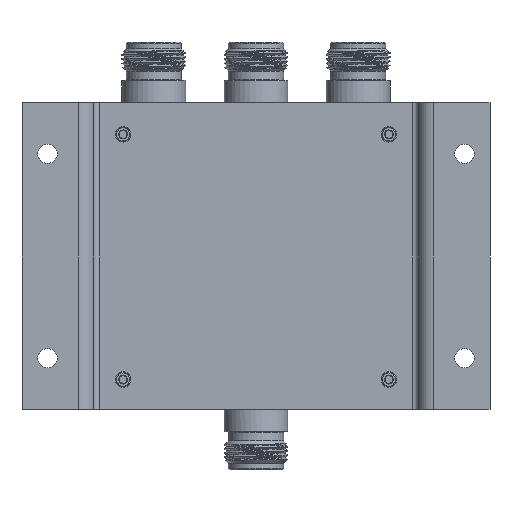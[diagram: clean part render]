
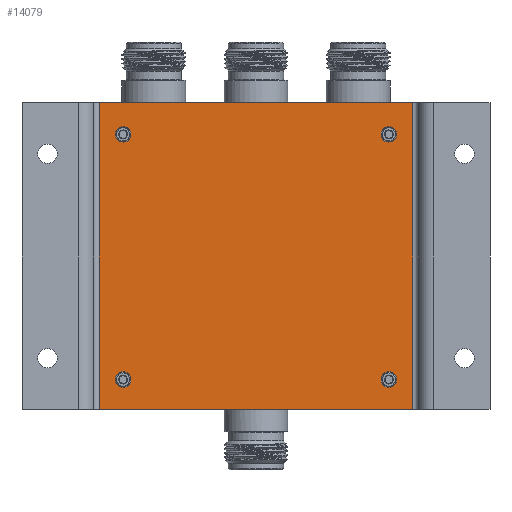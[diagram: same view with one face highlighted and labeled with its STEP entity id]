
A CAD part, front view. The second image highlights one B-rep face of the part: STEP entity #14079.
In plain terms, the highlighted planar face has unit normal (0, -1, 0).
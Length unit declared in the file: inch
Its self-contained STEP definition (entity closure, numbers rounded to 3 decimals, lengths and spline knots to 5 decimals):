
#426 = CARTESIAN_POINT ( 'NONE',  ( 1.535, -0.045, 1.5 ) ) ;
#674 = FACE_BOUND ( 'NONE', #9350, .T. ) ;
#682 = CIRCLE ( 'NONE', #4786, 0.0759 ) ;
#804 = ORIENTED_EDGE ( 'NONE', *, *, #3366, .T. ) ;
#1024 = VERTEX_POINT ( 'NONE', #10403 ) ;
#1081 = DIRECTION ( 'NONE',  ( 1., 0., 0. ) ) ;
#1349 = EDGE_CURVE ( 'NONE', #9523, #9866, #13483, .T. ) ;
#1494 = AXIS2_PLACEMENT_3D ( 'NONE', #12251, #13311, #9908 ) ;
#1613 = CARTESIAN_POINT ( 'NONE',  ( 1.535, -0.045, -1.5 ) ) ;
#2044 = FACE_OUTER_BOUND ( 'NONE', #5860, .T. ) ;
#2281 = EDGE_LOOP ( 'NONE', ( #14765 ) ) ;
#2298 = EDGE_LOOP ( 'NONE', ( #2851 ) ) ;
#2375 = CARTESIAN_POINT ( 'NONE',  ( 1.3759, -0.045, -1.20958 ) ) ;
#2425 = CARTESIAN_POINT ( 'NONE',  ( 1.3, -0.045, 1.19042 ) ) ;
#2575 = ORIENTED_EDGE ( 'NONE', *, *, #1349, .F. ) ;
#2851 = ORIENTED_EDGE ( 'NONE', *, *, #10940, .T. ) ;
#2923 = VECTOR ( 'NONE', #12273, 39.37008 ) ;
#2991 = CARTESIAN_POINT ( 'NONE',  ( 1.3759, -0.045, 1.19042 ) ) ;
#3091 = DIRECTION ( 'NONE',  ( 0., 0., -1. ) ) ;
#3121 = LINE ( 'NONE', #6514, #7807 ) ;
#3168 = CARTESIAN_POINT ( 'NONE',  ( -1.535, -0.045, 1.5 ) ) ;
#3349 = VERTEX_POINT ( 'NONE', #11334 ) ;
#3366 = EDGE_CURVE ( 'NONE', #3349, #14430, #4452, .T. ) ;
#3728 = EDGE_CURVE ( 'NONE', #9523, #3349, #12471, .T. ) ;
#4249 = DIRECTION ( 'NONE',  ( 0., 1., 0. ) ) ;
#4408 = CARTESIAN_POINT ( 'NONE',  ( -1.535, -0.045, 1.5 ) ) ;
#4452 = LINE ( 'NONE', #10438, #7004 ) ;
#4512 = CARTESIAN_POINT ( 'NONE',  ( -1.535, -0.045, 1.5 ) ) ;
#4556 = EDGE_LOOP ( 'NONE', ( #13605 ) ) ;
#4629 = DIRECTION ( 'NONE',  ( 0., 1., 0. ) ) ;
#4786 = AXIS2_PLACEMENT_3D ( 'NONE', #2425, #4629, #1081 ) ;
#5236 = DIRECTION ( 'NONE',  ( 0., 0., -1. ) ) ;
#5247 = VERTEX_POINT ( 'NONE', #14567 ) ;
#5510 = PLANE ( 'NONE',  #10723 ) ;
#5733 = EDGE_CURVE ( 'NONE', #5247, #5247, #11054, .T. ) ;
#5860 = EDGE_LOOP ( 'NONE', ( #804, #10358, #2575, #11675 ) ) ;
#5964 = EDGE_CURVE ( 'NONE', #8743, #8743, #682, .T. ) ;
#6489 = DIRECTION ( 'NONE',  ( 0., 1., 0. ) ) ;
#6514 = CARTESIAN_POINT ( 'NONE',  ( 1.535, -0.045, 1.5 ) ) ;
#6530 = VECTOR ( 'NONE', #3091, 39.37008 ) ;
#7004 = VECTOR ( 'NONE', #11491, 39.37008 ) ;
#7629 = FACE_BOUND ( 'NONE', #4556, .T. ) ;
#7792 = EDGE_CURVE ( 'NONE', #10329, #10329, #9280, .T. ) ;
#7807 = VECTOR ( 'NONE', #5236, 39.37008 ) ;
#8016 = CIRCLE ( 'NONE', #1494, 0.0759 ) ;
#8743 = VERTEX_POINT ( 'NONE', #2991 ) ;
#9280 = CIRCLE ( 'NONE', #14344, 0.0759 ) ;
#9350 = EDGE_LOOP ( 'NONE', ( #14462 ) ) ;
#9523 = VERTEX_POINT ( 'NONE', #4512 ) ;
#9866 = VERTEX_POINT ( 'NONE', #426 ) ;
#9908 = DIRECTION ( 'NONE',  ( 1., 0., 0. ) ) ;
#10136 = DIRECTION ( 'NONE',  ( 0., 0., 1. ) ) ;
#10329 = VERTEX_POINT ( 'NONE', #2375 ) ;
#10358 = ORIENTED_EDGE ( 'NONE', *, *, #12987, .F. ) ;
#10403 = CARTESIAN_POINT ( 'NONE',  ( -1.2241, -0.045, -1.20958 ) ) ;
#10438 = CARTESIAN_POINT ( 'NONE',  ( -1.535, -0.045, -1.5 ) ) ;
#10723 = AXIS2_PLACEMENT_3D ( 'NONE', #11337, #6489, #10136 ) ;
#10940 = EDGE_CURVE ( 'NONE', #1024, #1024, #8016, .T. ) ;
#11054 = CIRCLE ( 'NONE', #14192, 0.0759 ) ;
#11287 = DIRECTION ( 'NONE',  ( 1., 0., 0. ) ) ;
#11334 = CARTESIAN_POINT ( 'NONE',  ( -1.535, -0.045, -1.5 ) ) ;
#11337 = CARTESIAN_POINT ( 'NONE',  ( -1.535, -0.045, 1.5 ) ) ;
#11491 = DIRECTION ( 'NONE',  ( 1., 0., 0. ) ) ;
#11675 = ORIENTED_EDGE ( 'NONE', *, *, #3728, .T. ) ;
#12251 = CARTESIAN_POINT ( 'NONE',  ( -1.3, -0.045, -1.20958 ) ) ;
#12262 = CARTESIAN_POINT ( 'NONE',  ( -1.3, -0.045, 1.19042 ) ) ;
#12273 = DIRECTION ( 'NONE',  ( 1., 0., 0. ) ) ;
#12400 = FACE_BOUND ( 'NONE', #2281, .T. ) ;
#12471 = LINE ( 'NONE', #3168, #6530 ) ;
#12774 = DIRECTION ( 'NONE',  ( 0., 1., 0. ) ) ;
#12852 = CARTESIAN_POINT ( 'NONE',  ( 1.3, -0.045, -1.20958 ) ) ;
#12987 = EDGE_CURVE ( 'NONE', #9866, #14430, #3121, .T. ) ;
#12999 = DIRECTION ( 'NONE',  ( 1., 0., 0. ) ) ;
#13311 = DIRECTION ( 'NONE',  ( 0., 1., 0. ) ) ;
#13483 = LINE ( 'NONE', #4408, #2923 ) ;
#13605 = ORIENTED_EDGE ( 'NONE', *, *, #5733, .T. ) ;
#14079 = ADVANCED_FACE ( 'NONE', ( #12400, #14828, #674, #7629, #2044 ), #5510, .F. ) ;
#14192 = AXIS2_PLACEMENT_3D ( 'NONE', #12262, #4249, #11287 ) ;
#14344 = AXIS2_PLACEMENT_3D ( 'NONE', #12852, #12774, #12999 ) ;
#14430 = VERTEX_POINT ( 'NONE', #1613 ) ;
#14462 = ORIENTED_EDGE ( 'NONE', *, *, #5964, .T. ) ;
#14567 = CARTESIAN_POINT ( 'NONE',  ( -1.2241, -0.045, 1.19042 ) ) ;
#14765 = ORIENTED_EDGE ( 'NONE', *, *, #7792, .T. ) ;
#14828 = FACE_BOUND ( 'NONE', #2298, .T. ) ;
